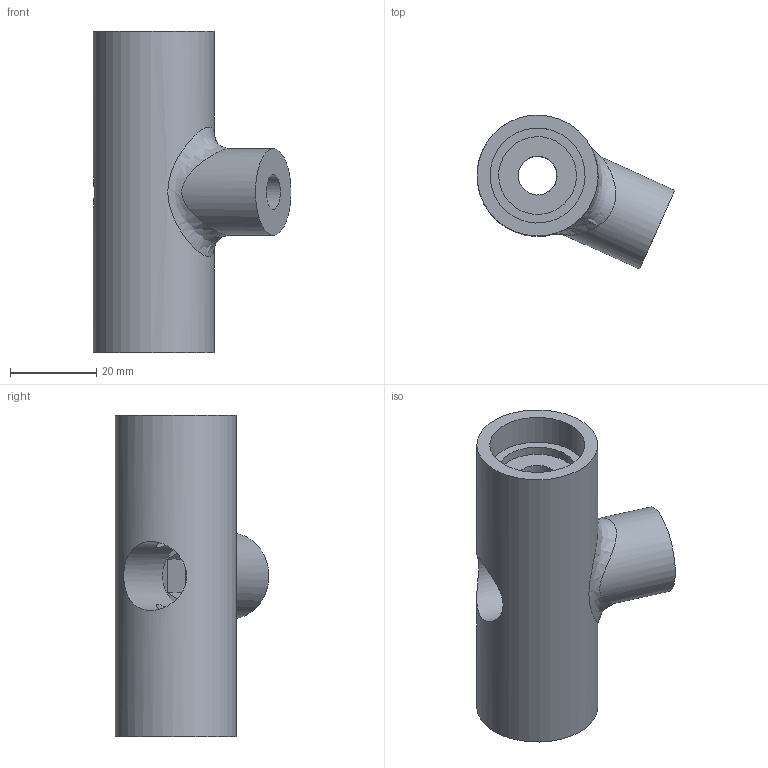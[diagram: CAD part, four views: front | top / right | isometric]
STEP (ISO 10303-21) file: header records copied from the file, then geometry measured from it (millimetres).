
FILE_DESCRIPTION(/* description */ (''),/* implementation_level */ '2;1');
FILE_NAME(/* name */ 'Joint pedal arm.step',/* time_stamp */ '2023-08-18T11:25:16+02:00',/* author */ (''),/* organization */ (''),/* preprocessor_version */ 'ST-DEVELOPER v20',/* originating_system */ 'Autodesk Translation Framework v12.9.0.99',/* authorisation */ '');
FILE_SCHEMA (('AUTOMOTIVE_DESIGN { 1 0 10303 214 3 1 1 }'));
Length unit declared in the file: millimetre
Products named in the file (2): DiyActivePedal; Joint 1
Assembly tree (1 placements, depth 2):
  DiyActivePedal
    Joint 1
Bounding box: 45.78 x 35.54 x 74.3 mm (x, y, z)
Volume: 35572.2 mm3; surface area: 12727 mm2
Topology: 1 solids, 1 shells, 26 faces, 56 edges, 38 vertices
Faces by surface type: plane 15, cylinder 10, bspline 1
Full cylindrical faces by diameter (mm): 8 x1, 9 x2, 16 x1, 18 x2, 20 x1, 22 x2, 28 x1
Entity records: 1261 total; most frequent: CARTESIAN_POINT 625, DIRECTION 117, ORIENTED_EDGE 112, EDGE_CURVE 56, AXIS2_PLACEMENT_3D 44, EDGE_LOOP 38, VERTEX_POINT 38, LINE 29
